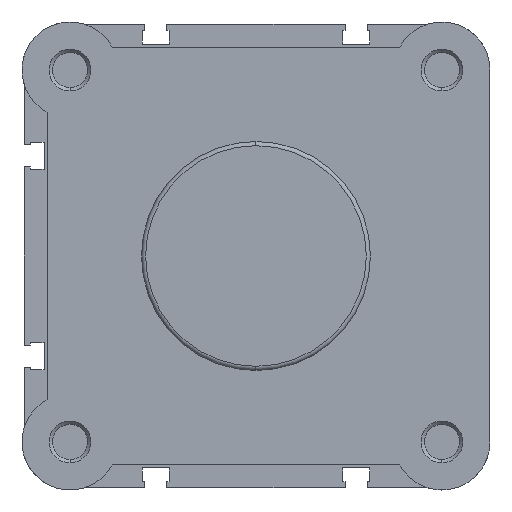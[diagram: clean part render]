
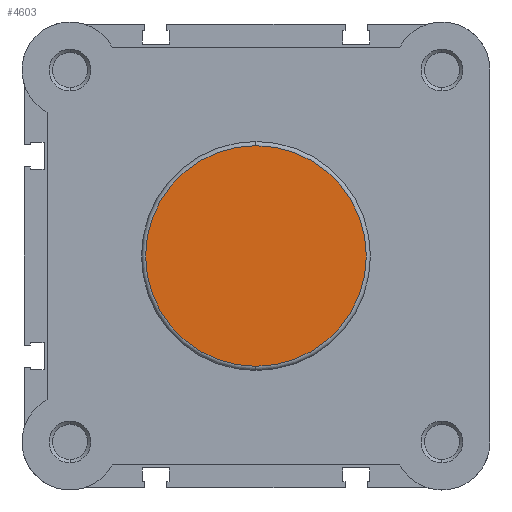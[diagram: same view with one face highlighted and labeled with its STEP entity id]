
A CAD part, left-side view. The second image highlights one B-rep face of the part: STEP entity #4603.
In plain terms, the highlighted planar face has unit normal (-1, 0, 0).
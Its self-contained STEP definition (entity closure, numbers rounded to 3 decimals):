
#213 = CARTESIAN_POINT ( 'NONE',  ( 0., 0., 26.4 ) ) ;
#214 = CARTESIAN_POINT ( 'NONE',  ( 0., 0., -26.4 ) ) ;
#384 = VERTEX_POINT ( 'NONE', #213 ) ;
#385 = VERTEX_POINT ( 'NONE', #214 ) ;
#1194 = FACE_OUTER_BOUND ( 'NONE', #3976, .T. ) ;
#1704 = CIRCLE ( 'NONE', #5369, 26.4 ) ;
#1792 = CIRCLE ( 'NONE', #5402, 26.4 ) ;
#2233 = CARTESIAN_POINT ( 'NONE',  ( 0., 0., 0. ) ) ;
#2234 = DIRECTION ( 'NONE',  ( -1., 0., 0. ) ) ;
#2235 = DIRECTION ( 'NONE',  ( 0., 0., -1. ) ) ;
#2384 = CARTESIAN_POINT ( 'NONE',  ( 0., 0., 0. ) ) ;
#2391 = DIRECTION ( 'NONE',  ( -1., 0., 0. ) ) ;
#2392 = DIRECTION ( 'NONE',  ( 0., 0., -1. ) ) ;
#3022 = ORIENTED_EDGE ( 'NONE', *, *, #4852, .T. ) ;
#3050 = ORIENTED_EDGE ( 'NONE', *, *, #4914, .T. ) ;
#3976 = EDGE_LOOP ( 'NONE', ( #3050, #3022 ) ) ;
#4603 = ADVANCED_FACE ( 'NONE', ( #1194 ), #6182, .F. ) ;
#4852 = EDGE_CURVE ( 'NONE', #384, #385, #1704, .T. ) ;
#4914 = EDGE_CURVE ( 'NONE', #385, #384, #1792, .T. ) ;
#5129 = AXIS2_PLACEMENT_3D ( 'NONE', #6185, #6191, #6192 ) ;
#5369 = AXIS2_PLACEMENT_3D ( 'NONE', #2233, #2234, #2235 ) ;
#5402 = AXIS2_PLACEMENT_3D ( 'NONE', #2384, #2391, #2392 ) ;
#6182 = PLANE ( 'NONE',  #5129 ) ;
#6185 = CARTESIAN_POINT ( 'NONE',  ( 0., 27.4, 0. ) ) ;
#6191 = DIRECTION ( 'NONE',  ( 1., 0., 0. ) ) ;
#6192 = DIRECTION ( 'NONE',  ( 0., 0., -1. ) ) ;
